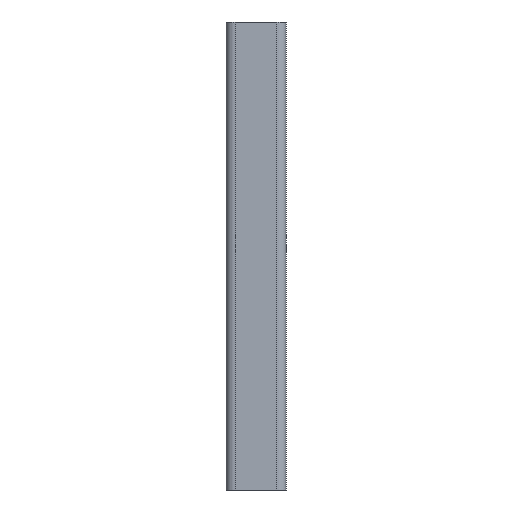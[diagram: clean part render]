
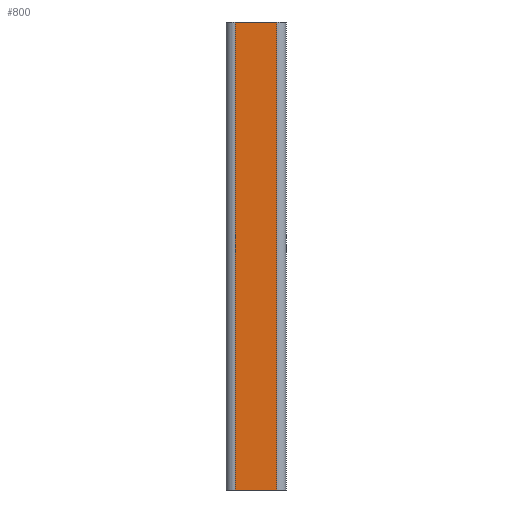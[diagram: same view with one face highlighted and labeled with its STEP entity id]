
A CAD part, left-side view. The second image highlights one B-rep face of the part: STEP entity #800.
In plain terms, the highlighted planar face has unit normal (-1, 0, 0).
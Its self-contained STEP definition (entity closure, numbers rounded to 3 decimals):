
#41 = EDGE_CURVE ( 'NONE', #375, #888, #712, .T. ) ;
#55 = VECTOR ( 'NONE', #1263, 1000. ) ;
#77 = VECTOR ( 'NONE', #1259, 1000. ) ;
#112 = ORIENTED_EDGE ( 'NONE', *, *, #1294, .T. ) ;
#120 = LINE ( 'NONE', #571, #807 ) ;
#189 = ORIENTED_EDGE ( 'NONE', *, *, #673, .F. ) ;
#217 = AXIS2_PLACEMENT_3D ( 'NONE', #846, #1323, #1300 ) ;
#375 = VERTEX_POINT ( 'NONE', #924 ) ;
#443 = CARTESIAN_POINT ( 'NONE',  ( -10., 8.5, -39. ) ) ;
#483 = PLANE ( 'NONE',  #217 ) ;
#571 = CARTESIAN_POINT ( 'NONE',  ( -10., 8.5, 39. ) ) ;
#650 = VECTOR ( 'NONE', #1433, 1000. ) ;
#673 = EDGE_CURVE ( 'NONE', #375, #1367, #120, .T. ) ;
#680 = EDGE_LOOP ( 'NONE', ( #112, #1387, #189, #989 ) ) ;
#712 = LINE ( 'NONE', #935, #650 ) ;
#742 = FACE_OUTER_BOUND ( 'NONE', #680, .T. ) ;
#800 = ADVANCED_FACE ( 'NONE', ( #742 ), #483, .F. ) ;
#807 = VECTOR ( 'NONE', #1031, 1000. ) ;
#846 = CARTESIAN_POINT ( 'NONE',  ( -10., 8.5, 39. ) ) ;
#888 = VERTEX_POINT ( 'NONE', #1103 ) ;
#912 = CARTESIAN_POINT ( 'NONE',  ( -10., 1.5, -39. ) ) ;
#924 = CARTESIAN_POINT ( 'NONE',  ( -10., 8.5, 39. ) ) ;
#935 = CARTESIAN_POINT ( 'NONE',  ( -10., 8.5, 39. ) ) ;
#989 = ORIENTED_EDGE ( 'NONE', *, *, #41, .T. ) ;
#1031 = DIRECTION ( 'NONE',  ( 0., -1., 0. ) ) ;
#1080 = CARTESIAN_POINT ( 'NONE',  ( -10., 1.5, 39. ) ) ;
#1103 = CARTESIAN_POINT ( 'NONE',  ( -10., 8.5, -39. ) ) ;
#1199 = EDGE_CURVE ( 'NONE', #1367, #1257, #1254, .T. ) ;
#1254 = LINE ( 'NONE', #1381, #55 ) ;
#1257 = VERTEX_POINT ( 'NONE', #912 ) ;
#1259 = DIRECTION ( 'NONE',  ( 0., -1., 0. ) ) ;
#1263 = DIRECTION ( 'NONE',  ( 0., 0., -1. ) ) ;
#1294 = EDGE_CURVE ( 'NONE', #888, #1257, #1491, .T. ) ;
#1300 = DIRECTION ( 'NONE',  ( 0., 0., -1. ) ) ;
#1323 = DIRECTION ( 'NONE',  ( 1., 0., 0. ) ) ;
#1367 = VERTEX_POINT ( 'NONE', #1080 ) ;
#1381 = CARTESIAN_POINT ( 'NONE',  ( -10., 1.5, 39. ) ) ;
#1387 = ORIENTED_EDGE ( 'NONE', *, *, #1199, .F. ) ;
#1433 = DIRECTION ( 'NONE',  ( 0., 0., -1. ) ) ;
#1491 = LINE ( 'NONE', #443, #77 ) ;
